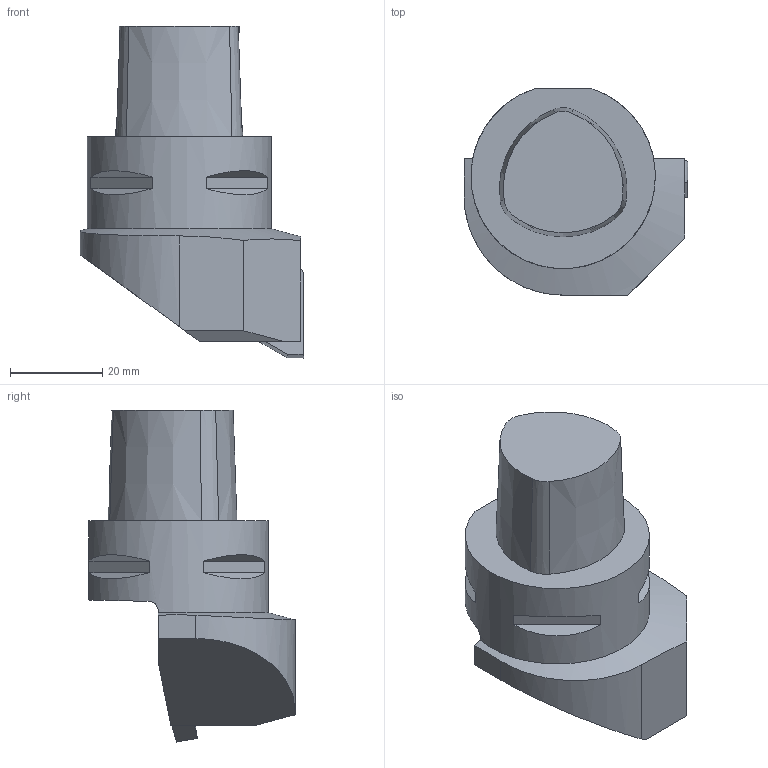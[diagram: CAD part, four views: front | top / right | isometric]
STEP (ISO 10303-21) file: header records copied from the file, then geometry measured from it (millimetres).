
FILE_DESCRIPTION(/* description */ (''),/* implementation_level */ '2;1');
FILE_NAME(/* name */ 'C4-CEL-27050-22CHD.stp',/* time_stamp */ '2018-02-15T16:18:36+06:00',/* author */ (''),/* organization */ (''),/* preprocessor_version */ 'ST-DEVELOPER v16',/* originating_system */ 'SIEMENS PLM Software NX 11.0',/* authorisation */ '');
FILE_SCHEMA (('AUTOMOTIVE_DESIGN { 1 0 10303 214 3 1 1 1 }'));
Length unit declared in the file: millimetre
Products named in the file (1): inpu50BCh3ei
Bounding box: 48.56 x 44.7 x 72 mm (x, y, z)
Volume: 60451.3 mm3; surface area: 12279.1 mm2
Topology: 3 solids, 3 shells, 48 faces, 120 edges, 80 vertices
Faces by surface type: plane 36, cone 7, cylinder 5
Entity records: 1545 total; most frequent: CARTESIAN_POINT 309, DIRECTION 244, ORIENTED_EDGE 240, EDGE_CURVE 120, LINE 82, VECTOR 82, AXIS2_PLACEMENT_3D 81, VERTEX_POINT 80
